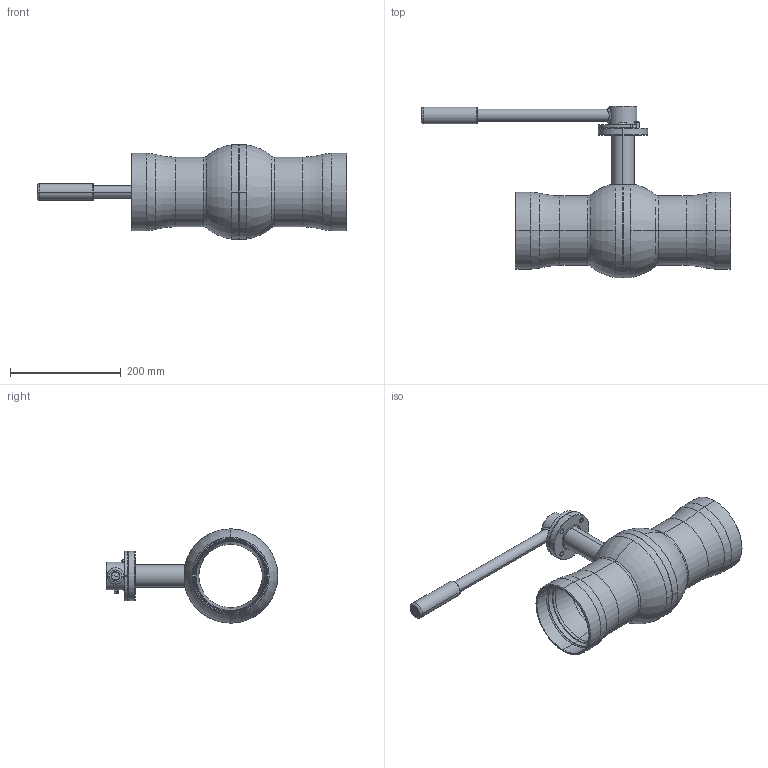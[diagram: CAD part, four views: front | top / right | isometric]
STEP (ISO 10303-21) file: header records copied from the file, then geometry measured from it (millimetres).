
FILE_DESCRIPTION (( 'STEP AP214' ), '1' );
FILE_NAME ('8500225125 010.step', '2025-05-29T08:10:06', ( '' ), ( '' ), 'SwSTEP 2.0', 'SolidWorks 2023', '' );
FILE_SCHEMA (( 'AUTOMOTIVE_DESIGN' ));
Length unit declared in the file: millimetre
Products named in the file (1): 8500225125 010
Bounding box: 560.1 x 310.2 x 170.5 mm (x, y, z)
Surface area: 351548.8 mm2 (no closed solid volume)
Topology: 0 solids, 35 shells, 238 faces, 1067 edges, 844 vertices
Faces by surface type: cylinder 104, cone 46, torus 44, plane 36, bspline 6, sphere 2
Entity records: 14102 total; most frequent: CARTESIAN_POINT 6177, DIRECTION 1569, ORIENTED_EDGE 1487, EDGE_CURVE 1067, VERTEX_POINT 844, AXIS2_PLACEMENT_3D 622, CIRCLE 389, VECTOR 325
